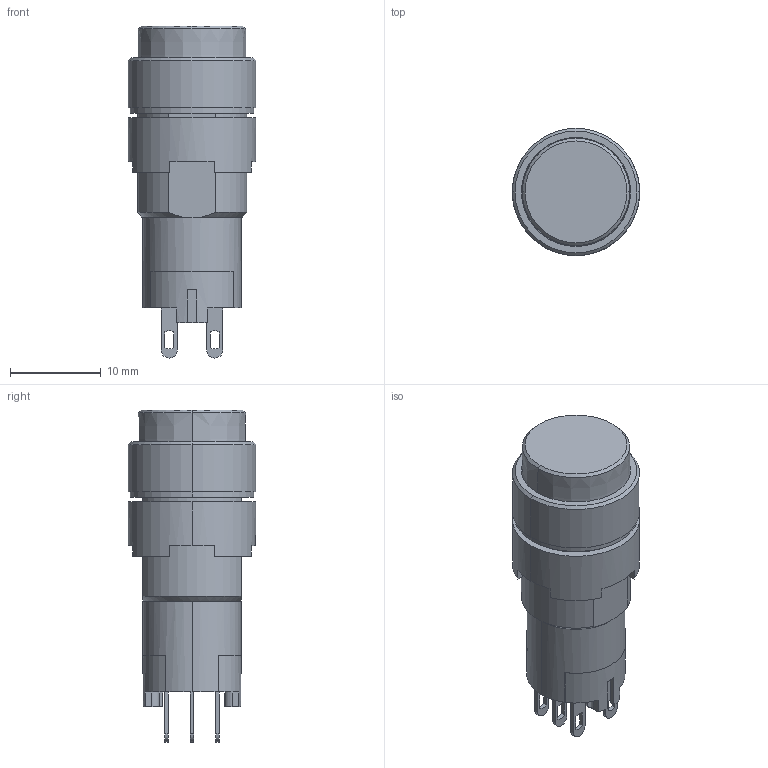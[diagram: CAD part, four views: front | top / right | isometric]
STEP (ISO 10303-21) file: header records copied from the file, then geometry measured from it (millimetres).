
FILE_DESCRIPTION (( 'STEP AP214' ), '1' );
FILE_NAME ('11_AB2M-[M][A]2(P)$.STEP', '2020-10-26T01:38:19', ( 'IDEC' ), ( 'IDEC' ), 'SwSTEP 2.0', 'SolidWorks 2019', '' );
FILE_SCHEMA (( 'AUTOMOTIVE_DESIGN' ));
Length unit declared in the file: millimetre
Products named in the file (5): A2-NONILL-BASE_2C; A2-BODY-M; A2-LOCK-NUT; A2-OPERATOR-M; 11_AB2M-[M][A]2(P)$
Assembly tree (4 placements, depth 2):
  11_AB2M-[M][A]2(P)$
    A2-BODY-M
    A2-OPERATOR-M
    A2-NONILL-BASE_2C
    A2-LOCK-NUT
Bounding box: 14 x 14 x 36.5 mm (x, y, z)
Volume: 3508 mm3; surface area: 2881.1 mm2
Topology: 4 solids, 4 shells, 181 faces, 489 edges, 323 vertices
Faces by surface type: plane 109, cylinder 61, cone 11
Entity records: 5958 total; most frequent: CARTESIAN_POINT 1036, DIRECTION 1014, ORIENTED_EDGE 978, EDGE_CURVE 489, AXIS2_PLACEMENT_3D 349, VERTEX_POINT 323, LINE 316, VECTOR 316
